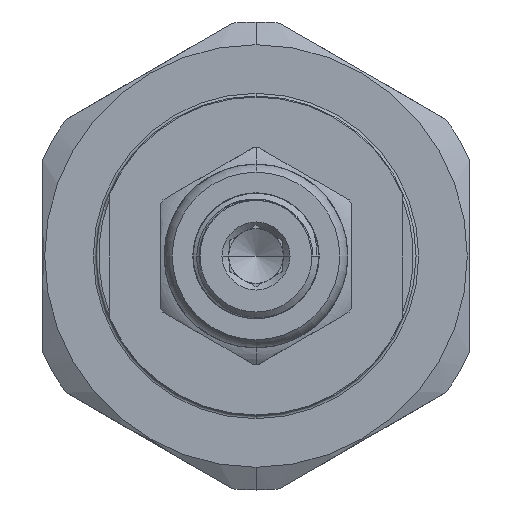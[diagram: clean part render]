
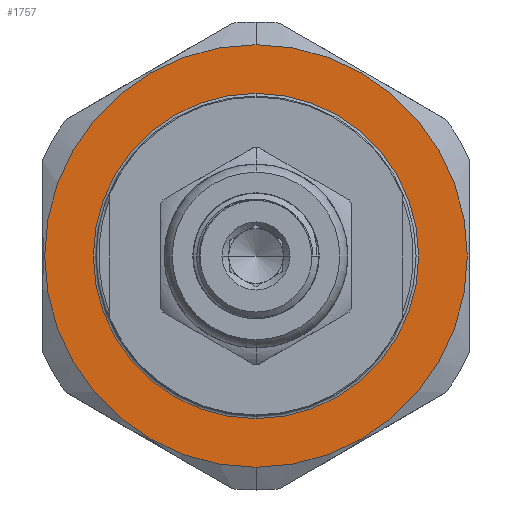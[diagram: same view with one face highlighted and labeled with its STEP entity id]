
A CAD part, left-side view. The second image highlights one B-rep face of the part: STEP entity #1757.
In plain terms, the highlighted planar face has unit normal (-1, 0, 0).
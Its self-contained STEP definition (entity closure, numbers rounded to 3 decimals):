
#796 = CARTESIAN_POINT ( 'NONE',  ( -77.218, 0., 0. ) ) ;
#1594 = DIRECTION ( 'NONE',  ( 0., 0., 1. ) ) ;
#1699 = CARTESIAN_POINT ( 'NONE',  ( -77.218, 0., 15.85 ) ) ;
#1757 = ADVANCED_FACE ( 'NONE', ( #14449, #11631 ), #13161, .T. ) ;
#2122 = AXIS2_PLACEMENT_3D ( 'NONE', #8508, #8346, #3264 ) ;
#2837 = CIRCLE ( 'NONE', #2122, 15.85 ) ;
#3264 = DIRECTION ( 'NONE',  ( 0., 0., 1. ) ) ;
#3527 = EDGE_LOOP ( 'NONE', ( #8732, #15055 ) ) ;
#3604 = VERTEX_POINT ( 'NONE', #9171 ) ;
#4116 = AXIS2_PLACEMENT_3D ( 'NONE', #796, #9802, #12689 ) ;
#4627 = ORIENTED_EDGE ( 'NONE', *, *, #12318, .T. ) ;
#5019 = VERTEX_POINT ( 'NONE', #15391 ) ;
#6099 = AXIS2_PLACEMENT_3D ( 'NONE', #6475, #10387, #7787 ) ;
#6459 = DIRECTION ( 'NONE',  ( -1., 0., 0. ) ) ;
#6475 = CARTESIAN_POINT ( 'NONE',  ( -77.218, 0., 18.475 ) ) ;
#6612 = EDGE_CURVE ( 'NONE', #7770, #14209, #2837, .T. ) ;
#6873 = CIRCLE ( 'NONE', #4116, 12.2 ) ;
#7770 = VERTEX_POINT ( 'NONE', #1699 ) ;
#7787 = DIRECTION ( 'NONE',  ( 0., 0., 1. ) ) ;
#7891 = CIRCLE ( 'NONE', #8532, 15.85 ) ;
#8346 = DIRECTION ( 'NONE',  ( -1., 0., 0. ) ) ;
#8508 = CARTESIAN_POINT ( 'NONE',  ( -77.218, 0., 0. ) ) ;
#8532 = AXIS2_PLACEMENT_3D ( 'NONE', #13146, #6459, #12976 ) ;
#8732 = ORIENTED_EDGE ( 'NONE', *, *, #9980, .T. ) ;
#9171 = CARTESIAN_POINT ( 'NONE',  ( -77.218, 0., -12.2 ) ) ;
#9308 = DIRECTION ( 'NONE',  ( 1., 0., 0. ) ) ;
#9756 = EDGE_CURVE ( 'NONE', #5019, #3604, #6873, .T. ) ;
#9802 = DIRECTION ( 'NONE',  ( 1., 0., 0. ) ) ;
#9980 = EDGE_CURVE ( 'NONE', #14209, #7770, #7891, .T. ) ;
#10387 = DIRECTION ( 'NONE',  ( -1., 0., 0. ) ) ;
#11284 = CARTESIAN_POINT ( 'NONE',  ( -77.218, 0., -15.85 ) ) ;
#11337 = EDGE_LOOP ( 'NONE', ( #16310, #4627 ) ) ;
#11631 = FACE_BOUND ( 'NONE', #11337, .T. ) ;
#12318 = EDGE_CURVE ( 'NONE', #3604, #5019, #12718, .T. ) ;
#12446 = AXIS2_PLACEMENT_3D ( 'NONE', #15791, #9308, #1594 ) ;
#12689 = DIRECTION ( 'NONE',  ( 0., 0., 1. ) ) ;
#12718 = CIRCLE ( 'NONE', #12446, 12.2 ) ;
#12976 = DIRECTION ( 'NONE',  ( 0., 0., 1. ) ) ;
#13146 = CARTESIAN_POINT ( 'NONE',  ( -77.218, 0., 0. ) ) ;
#13161 = PLANE ( 'NONE',  #6099 ) ;
#14209 = VERTEX_POINT ( 'NONE', #11284 ) ;
#14449 = FACE_OUTER_BOUND ( 'NONE', #3527, .T. ) ;
#15055 = ORIENTED_EDGE ( 'NONE', *, *, #6612, .T. ) ;
#15391 = CARTESIAN_POINT ( 'NONE',  ( -77.218, 0., 12.2 ) ) ;
#15791 = CARTESIAN_POINT ( 'NONE',  ( -77.218, 0., 0. ) ) ;
#16310 = ORIENTED_EDGE ( 'NONE', *, *, #9756, .T. ) ;
